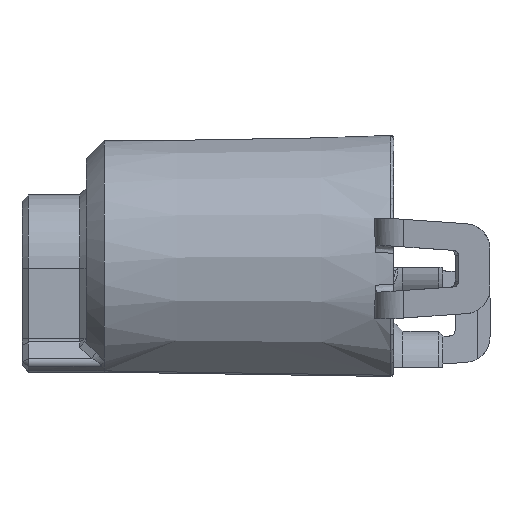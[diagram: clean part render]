
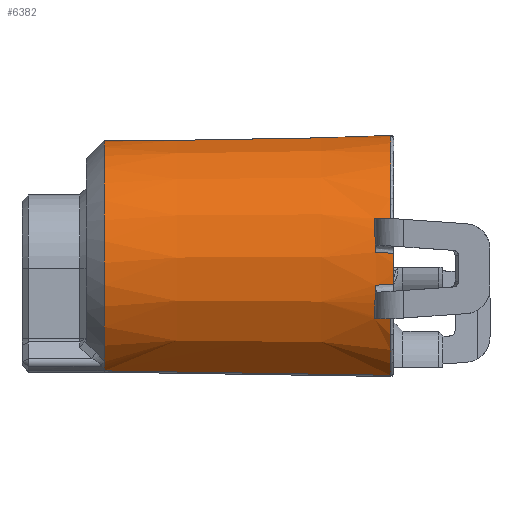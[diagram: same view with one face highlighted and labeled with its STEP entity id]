
A CAD part, left-side view. The second image highlights one B-rep face of the part: STEP entity #6382.
In plain terms, the highlighted conical face has half-angle 1 degrees and reference radius 10.197 mm.
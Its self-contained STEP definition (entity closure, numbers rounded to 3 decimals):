
#656=CARTESIAN_POINT('',(0.,-22.346,0.));
#657=DIRECTION('',(0.,1.,0.));
#658=DIRECTION('',(-0.6,0.,-0.8));
#659=AXIS2_PLACEMENT_3D('',#656,#657,#658);
#661=CARTESIAN_POINT('',(-6.038,0.,
-7.972));
#662=CARTESIAN_POINT('',(-6.042,-0.534,
-7.98));
#663=CARTESIAN_POINT('',(-6.052,-1.652,
-7.997));
#664=CARTESIAN_POINT('',(-6.068,-3.467,
-8.025));
#665=CARTESIAN_POINT('',(-6.085,-5.45,
-8.055));
#666=CARTESIAN_POINT('',(-6.104,-7.625,
-8.089));
#667=CARTESIAN_POINT('',(-6.125,-10.017,
-8.125));
#668=CARTESIAN_POINT('',(-6.148,-12.651,
-8.166));
#669=CARTESIAN_POINT('',(-6.173,-15.551,
-8.21));
#670=CARTESIAN_POINT('',(-6.201,-18.746,
-8.259));
#671=CARTESIAN_POINT('',(-6.221,-21.109,
-8.295));
#672=CARTESIAN_POINT('',(-6.232,-22.346,
-8.314));
#674=CARTESIAN_POINT('',(7.714,0.,6.363));
#675=CARTESIAN_POINT('',(7.716,-2.285,6.424));
#676=CARTESIAN_POINT('',(7.719,-6.989,6.549));
#677=CARTESIAN_POINT('',(7.723,-14.516,6.745));
#678=CARTESIAN_POINT('',(7.727,-19.7,6.878));
#679=CARTESIAN_POINT('',(7.728,-22.346,6.945));
#681=CARTESIAN_POINT('',(0.,-22.346,0.));
#682=DIRECTION('',(0.,1.,0.));
#683=DIRECTION('',(-0.927,0.,0.375));
#684=AXIS2_PLACEMENT_3D('',#681,#682,#683);
#686=CARTESIAN_POINT('',(-9.607,-21.1,3.9));
#687=CARTESIAN_POINT('',(-9.611,-21.307,3.9));
#688=CARTESIAN_POINT('',(-9.619,-21.723,3.9));
#689=CARTESIAN_POINT('',(-9.627,-22.138,3.9));
#690=CARTESIAN_POINT('',(-9.631,-22.346,3.9));
#692=CARTESIAN_POINT('',(-10.289,-21.174,1.289));
#693=CARTESIAN_POINT('',(-10.293,-21.32,1.28));
#694=CARTESIAN_POINT('',(-10.301,-21.619,1.26));
#695=CARTESIAN_POINT('',(-10.313,-22.097,1.228));
#696=CARTESIAN_POINT('',(-10.322,-22.43,1.206));
#697=CARTESIAN_POINT('',(-10.326,-22.6,1.194));
#699=CARTESIAN_POINT('',(-10.326,-22.6,-1.194));
#700=CARTESIAN_POINT('',(-10.322,-22.455,
-1.204));
#701=CARTESIAN_POINT('',(-10.315,-22.156,
-1.224));
#702=CARTESIAN_POINT('',(-10.302,-21.677,
-1.256));
#703=CARTESIAN_POINT('',(-10.294,-21.345,
-1.278));
#704=CARTESIAN_POINT('',(-10.289,-21.174,
-1.289));
#706=CARTESIAN_POINT('',(-9.631,-22.346,
-3.9));
#707=CARTESIAN_POINT('',(-9.627,-22.138,
-3.9));
#708=CARTESIAN_POINT('',(-9.619,-21.723,
-3.9));
#709=CARTESIAN_POINT('',(-9.611,-21.307,-3.9));
#710=CARTESIAN_POINT('',(-9.607,-21.1,-3.9));
#1561=CARTESIAN_POINT('',(0.,-22.6,0.));
#1562=DIRECTION('',(0.,-1.,0.));
#1563=DIRECTION('',(-0.993,0.,0.115));
#1564=AXIS2_PLACEMENT_3D('',#1561,#1562,#1563);
#1780=CARTESIAN_POINT('',(-6.038,0.,
-7.972));
#1824=CARTESIAN_POINT('',(0.,0.,0.));
#1825=DIRECTION('',(0.,-1.,0.));
#1826=DIRECTION('',(-0.685,0.,-0.729));
#1827=AXIS2_PLACEMENT_3D('',#1824,#1825,#1826);
#2672=CARTESIAN_POINT('',(0.,0.,0.));
#2673=DIRECTION('',(0.,-1.,0.));
#2674=DIRECTION('',(0.771,0.,0.636));
#2675=AXIS2_PLACEMENT_3D('',#2672,#2673,#2674);
#2699=CARTESIAN_POINT('',(7.728,-22.346,6.945));
#2709=CARTESIAN_POINT('',(7.714,0.,
6.363));
#2964=CARTESIAN_POINT('',(0.,-21.1,0.));
#2965=DIRECTION('',(0.,1.,0.));
#2966=DIRECTION('',(-0.934,0.,0.357));
#2967=AXIS2_PLACEMENT_3D('',#2964,#2965,#2966);
#2973=CARTESIAN_POINT('',(0.,-21.1,0.));
#2974=DIRECTION('',(0.,1.,0.));
#2975=DIRECTION('',(-0.927,0.,-0.376));
#2976=AXIS2_PLACEMENT_3D('',#2973,#2974,#2975);
#3066=CARTESIAN_POINT('',(-10.289,-21.174,
1.289));
#3067=CARTESIAN_POINT('',(-10.254,-21.166,
1.571));
#3068=CARTESIAN_POINT('',(-10.161,-21.144,
2.126));
#3069=CARTESIAN_POINT('',(-9.951,-21.111,
2.954));
#3070=CARTESIAN_POINT('',(-9.778,-21.1,3.46));
#3071=CARTESIAN_POINT('',(-9.684,-21.1,3.706));
#3341=CARTESIAN_POINT('',(-9.684,-21.1,-3.706));
#3342=CARTESIAN_POINT('',(-9.778,-21.1,-3.46));
#3343=CARTESIAN_POINT('',(-9.951,-21.111,
-2.954));
#3344=CARTESIAN_POINT('',(-10.161,-21.144,
-2.125));
#3345=CARTESIAN_POINT('',(-10.254,-21.166,
-1.571));
#3346=CARTESIAN_POINT('',(-10.289,-21.174,
-1.289));
#4676=CARTESIAN_POINT('',(-9.684,-21.1,3.706));
#4678=VERTEX_POINT('',#4676);
#4686=CARTESIAN_POINT('',(-9.684,-21.1,-3.706));
#4687=VERTEX_POINT('',#4686);
#4704=CARTESIAN_POINT('',(-9.607,-21.1,3.9));
#4705=VERTEX_POINT('',#4704);
#4706=CARTESIAN_POINT('',(-9.607,-21.1,-3.9));
#4707=VERTEX_POINT('',#4706);
#4708=VERTEX_POINT('',#2709);
#4899=VERTEX_POINT('',#1780);
#4952=CARTESIAN_POINT('',(-6.849,0.,-7.286));
#4953=VERTEX_POINT('',#4952);
#5181=VERTEX_POINT('',#692);
#5182=VERTEX_POINT('',#697);
#5185=VERTEX_POINT('',#699);
#5186=VERTEX_POINT('',#704);
#5383=CARTESIAN_POINT('',(-6.232,-22.346,
-8.314));
#5384=CARTESIAN_POINT('',(-9.631,-22.346,
-3.9));
#5385=VERTEX_POINT('',#5383);
#5386=VERTEX_POINT('',#5384);
#5399=VERTEX_POINT('',#2699);
#5403=CARTESIAN_POINT('',(-9.631,-22.346,
3.9));
#5404=VERTEX_POINT('',#5403);
#6345=CARTESIAN_POINT('',(0.,-11.3,0.));
#6346=DIRECTION('',(0.,-1.,0.));
#6347=DIRECTION('',(-1.,0.,0.));
#6348=AXIS2_PLACEMENT_3D('',#6345,#6346,#6347);
#6349=CONICAL_SURFACE('',#6348,10.197,1.);
#6351=ORIENTED_EDGE('',*,*,#6350,.F.);
#6353=ORIENTED_EDGE('',*,*,#6352,.F.);
#6355=ORIENTED_EDGE('',*,*,#6354,.F.);
#6357=ORIENTED_EDGE('',*,*,#6356,.F.);
#6359=ORIENTED_EDGE('',*,*,#6358,.T.);
#6361=ORIENTED_EDGE('',*,*,#6360,.F.);
#6363=ORIENTED_EDGE('',*,*,#6362,.F.);
#6365=ORIENTED_EDGE('',*,*,#6364,.F.);
#6367=ORIENTED_EDGE('',*,*,#6366,.F.);
#6369=ORIENTED_EDGE('',*,*,#6368,.T.);
#6371=ORIENTED_EDGE('',*,*,#6370,.T.);
#6373=ORIENTED_EDGE('',*,*,#6372,.T.);
#6375=ORIENTED_EDGE('',*,*,#6374,.F.);
#6377=ORIENTED_EDGE('',*,*,#6376,.F.);
#6379=ORIENTED_EDGE('',*,*,#6378,.F.);
#6380=EDGE_LOOP('',(#6351,#6353,#6355,#6357,#6359,#6361,#6363,#6365,#6367,#6369,
#6371,#6373,#6375,#6377,#6379));
#6381=FACE_OUTER_BOUND('',#6380,.F.);
#6382=ADVANCED_FACE('',(#6381),#6349,.T.);
#660=CIRCLE('',#659,10.39);
#673=B_SPLINE_CURVE_WITH_KNOTS('',3,(#661,#662,#663,#664,#665,#666,#667,#668,
#669,#670,#671,#672),.UNSPECIFIED.,.F.,.F.,(4,1,1,1,1,1,1,1,1,4),(0.,
0.111,0.222,0.333,0.444,
0.556,0.667,0.778,0.889,1.),
.UNSPECIFIED.);
#680=B_SPLINE_CURVE_WITH_KNOTS('',3,(#674,#675,#676,#677,#678,#679),
.UNSPECIFIED.,.F.,.F.,(4,1,1,4),(0.,0.333,0.667,1.),
.UNSPECIFIED.);
#685=CIRCLE('',#684,10.39);
#691=B_SPLINE_CURVE_WITH_KNOTS('',3,(#686,#687,#688,#689,#690),.UNSPECIFIED.,
.F.,.F.,(4,1,4),(0.,0.5,1.),.UNSPECIFIED.);
#698=B_SPLINE_CURVE_WITH_KNOTS('',3,(#692,#693,#694,#695,#696,#697),
.UNSPECIFIED.,.F.,.F.,(4,1,1,4),(0.,0.333,0.667,1.),
.UNSPECIFIED.);
#705=B_SPLINE_CURVE_WITH_KNOTS('',3,(#699,#700,#701,#702,#703,#704),
.UNSPECIFIED.,.F.,.F.,(4,1,1,4),(0.,0.333,0.667,1.),
.UNSPECIFIED.);
#711=B_SPLINE_CURVE_WITH_KNOTS('',3,(#706,#707,#708,#709,#710),.UNSPECIFIED.,
.F.,.F.,(4,1,4),(0.,0.5,1.),.UNSPECIFIED.);
#1565=CIRCLE('',#1564,10.395);
#1828=CIRCLE('',#1827,10.);
#2676=CIRCLE('',#2675,10.);
#2968=CIRCLE('',#2967,10.369);
#2977=CIRCLE('',#2976,10.369);
#3072=B_SPLINE_CURVE_WITH_KNOTS('',3,(#3066,#3067,#3068,#3069,#3070,#3071),
.UNSPECIFIED.,.F.,.F.,(4,1,1,4),(0.,0.333,0.667,1.),
.UNSPECIFIED.);
#3347=B_SPLINE_CURVE_WITH_KNOTS('',3,(#3341,#3342,#3343,#3344,#3345,#3346),
.UNSPECIFIED.,.F.,.F.,(4,1,1,4),(0.,0.333,0.667,1.),
.UNSPECIFIED.);
#6350=EDGE_CURVE('',#5385,#5386,#660,.T.);
#6352=EDGE_CURVE('',#4899,#5385,#673,.T.);
#6354=EDGE_CURVE('',#4953,#4899,#1828,.T.);
#6356=EDGE_CURVE('',#4708,#4953,#2676,.T.);
#6358=EDGE_CURVE('',#4708,#5399,#680,.T.);
#6360=EDGE_CURVE('',#5404,#5399,#685,.T.);
#6362=EDGE_CURVE('',#4705,#5404,#691,.T.);
#6364=EDGE_CURVE('',#4678,#4705,#2968,.T.);
#6366=EDGE_CURVE('',#5181,#4678,#3072,.T.);
#6368=EDGE_CURVE('',#5181,#5182,#698,.T.);
#6370=EDGE_CURVE('',#5182,#5185,#1565,.T.);
#6372=EDGE_CURVE('',#5185,#5186,#705,.T.);
#6374=EDGE_CURVE('',#4687,#5186,#3347,.T.);
#6376=EDGE_CURVE('',#4707,#4687,#2977,.T.);
#6378=EDGE_CURVE('',#5386,#4707,#711,.T.);
